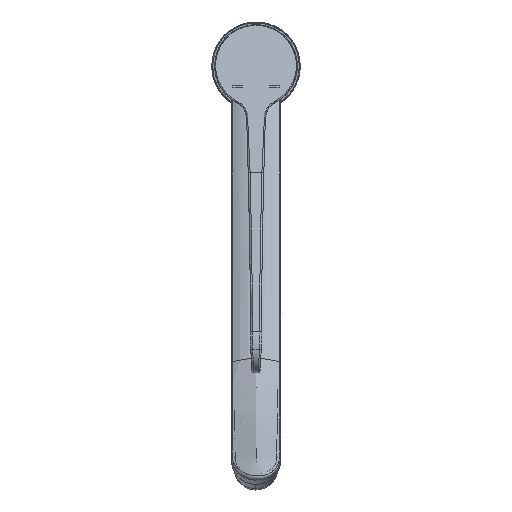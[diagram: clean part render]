
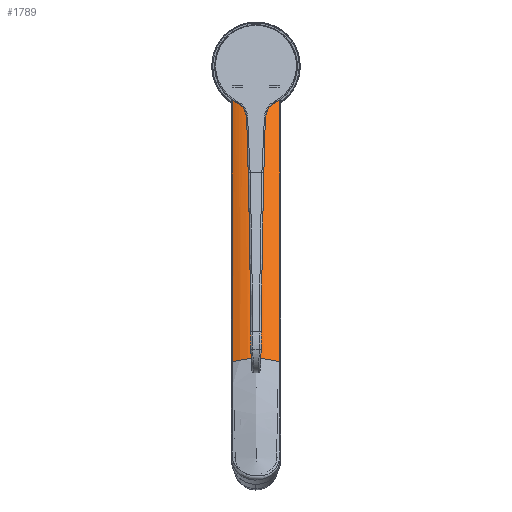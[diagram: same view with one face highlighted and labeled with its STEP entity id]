
A CAD part, top view. The second image highlights one B-rep face of the part: STEP entity #1789.
In plain terms, the highlighted cylindrical face has radius 25.082 mm (diameter 50.164 mm), a partial arc.
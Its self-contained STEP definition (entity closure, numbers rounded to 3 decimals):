
#1789=ADVANCED_FACE('',(#4771),#55335,.T.);
#4771=FACE_OUTER_BOUND('',#7779,.T.);
#7779=EDGE_LOOP('',(#12960,#12961,#12962,#12963));
#12960=ORIENTED_EDGE('',*,*,#29775,.T.);
#12961=ORIENTED_EDGE('',*,*,#29778,.T.);
#12962=ORIENTED_EDGE('',*,*,#29777,.T.);
#12963=ORIENTED_EDGE('',*,*,#29776,.T.);
#29775=EDGE_CURVE('',#47185,#47188,#39115,.T.);
#29776=EDGE_CURVE('',#47186,#47185,#39116,.T.);
#29777=EDGE_CURVE('',#47187,#47186,#39117,.T.);
#29778=EDGE_CURVE('',#47188,#47187,#39118,.T.);
#39115=B_SPLINE_CURVE_WITH_KNOTS('',3,(#76104,#76105,#76106,#76107),
 .UNSPECIFIED.,.F.,.F.,(4,4),(0.,1.),.UNSPECIFIED.);
#39116=B_SPLINE_CURVE_WITH_KNOTS('',3,(#76108,#76109,#76110,#76111,#76112,
#76113,#76114,#76115,#76116,#76117),.UNSPECIFIED.,.F.,.F.,(4,2,2,2,4),(3.,
3.28,3.5,3.72,4.),.UNSPECIFIED.);
#39117=B_SPLINE_CURVE_WITH_KNOTS('',3,(#76118,#76119,#76120,#76121),
 .UNSPECIFIED.,.F.,.F.,(4,4),(2.,3.),.UNSPECIFIED.);
#39118=B_SPLINE_CURVE_WITH_KNOTS('',3,(#76122,#76123,#76124,#76125),
 .UNSPECIFIED.,.F.,.F.,(4,4),(1.,2.),.UNSPECIFIED.);
#47185=VERTEX_POINT('',#75859);
#47186=VERTEX_POINT('',#75860);
#47187=VERTEX_POINT('',#75861);
#47188=VERTEX_POINT('',#75862);
#55335=CYLINDRICAL_SURFACE('',#55674,25.082);
#55674=AXIS2_PLACEMENT_3D('',#68292,#58452,$);
#58452=DIRECTION('',(0.,-0.766,0.643));
#68292=CARTESIAN_POINT('',(0.,-84.175,58.631));
#75859=CARTESIAN_POINT('',(-12.238,-1.461,17.807));
#75860=CARTESIAN_POINT('',(12.237,-1.461,17.807));
#75861=CARTESIAN_POINT('',(12.238,-138.528,132.82));
#75862=CARTESIAN_POINT('',(-12.238,-138.528,132.82));
#76104=CARTESIAN_POINT('',(-12.238,-1.461,17.807));
#76105=CARTESIAN_POINT('',(-12.238,-47.15,56.144));
#76106=CARTESIAN_POINT('',(-12.238,-92.839,94.482));
#76107=CARTESIAN_POINT('',(-12.238,-138.528,132.82));
#76108=CARTESIAN_POINT('',(12.237,-1.461,17.807));
#76109=CARTESIAN_POINT('',(10.67,-2.585,19.894));
#76110=CARTESIAN_POINT('',(8.733,-3.657,21.931));
#76111=CARTESIAN_POINT('',(4.465,-5.01,24.523));
#76112=CARTESIAN_POINT('',(2.334,-5.395,25.27));
#76113=CARTESIAN_POINT('',(-2.334,-5.395,25.269));
#76114=CARTESIAN_POINT('',(-4.464,-5.01,24.523));
#76115=CARTESIAN_POINT('',(-8.733,-3.657,21.931));
#76116=CARTESIAN_POINT('',(-10.67,-2.585,19.894));
#76117=CARTESIAN_POINT('',(-12.238,-1.461,17.807));
#76118=CARTESIAN_POINT('',(12.238,-138.528,132.82));
#76119=CARTESIAN_POINT('',(12.238,-92.839,94.482));
#76120=CARTESIAN_POINT('',(12.237,-47.15,56.145));
#76121=CARTESIAN_POINT('',(12.237,-1.461,17.807));
#76122=CARTESIAN_POINT('',(-12.238,-138.528,132.82));
#76123=CARTESIAN_POINT('',(-4.633,-136.081,136.315));
#76124=CARTESIAN_POINT('',(4.633,-136.081,136.315));
#76125=CARTESIAN_POINT('',(12.238,-138.528,132.82));
